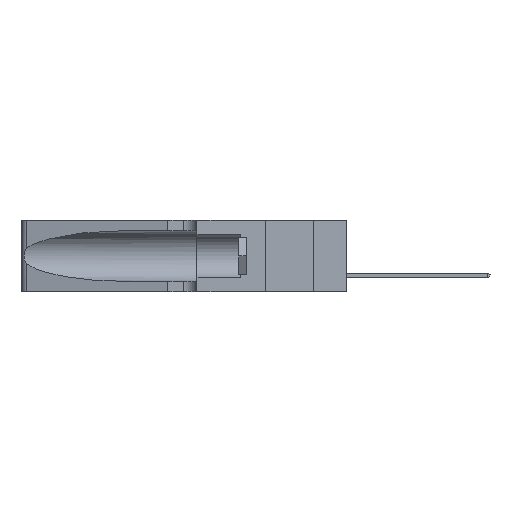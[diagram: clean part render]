
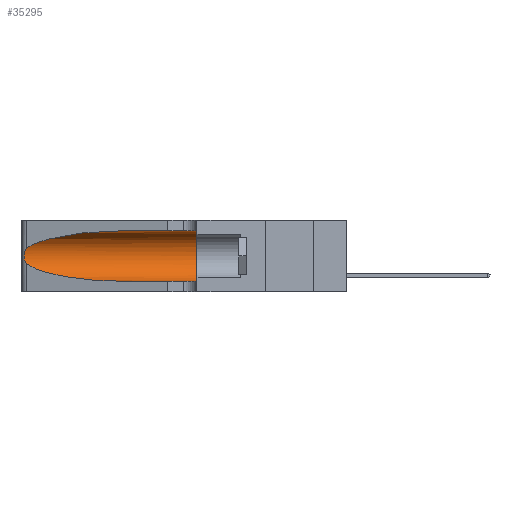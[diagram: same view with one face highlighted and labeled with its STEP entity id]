
A CAD part, left-side view. The second image highlights one B-rep face of the part: STEP entity #35295.
In plain terms, the highlighted cylindrical face has radius 3.308 mm (diameter 6.617 mm), a partial arc.
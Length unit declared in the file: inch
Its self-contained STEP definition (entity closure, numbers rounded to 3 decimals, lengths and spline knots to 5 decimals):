
#438 = EDGE_CURVE ( 'NONE', #1152, #8527, #14695, .T. ) ;
#978 = ORIENTED_EDGE ( 'NONE', *, *, #438, .T. ) ;
#1152 = VERTEX_POINT ( 'NONE', #2425 ) ;
#1225 = ORIENTED_EDGE ( 'NONE', *, *, #27834, .T. ) ;
#1869 = DIRECTION ( 'NONE',  ( 0., 0., 1. ) ) ;
#2155 = DIRECTION ( 'NONE',  ( 0., -1., 0. ) ) ;
#2425 = CARTESIAN_POINT ( 'NONE',  ( 0.25487, 1.22718, 0.22369 ) ) ;
#3130 = LINE ( 'NONE', #36759, #17638 ) ;
#3415 = CARTESIAN_POINT ( 'NONE',  ( 0.1305, 0.72297, 0.05475 ) ) ;
#3581 = ORIENTED_EDGE ( 'NONE', *, *, #15578, .T. ) ;
#4278 = CARTESIAN_POINT ( 'NONE',  ( 0.25787, 1.23484, 0.2124 ) ) ;
#4327 =( BOUNDED_CURVE ( )  B_SPLINE_CURVE ( 3, ( #36047, #14605, #39630, #43217 ),
 .UNSPECIFIED., .F., .F. ) 
 B_SPLINE_CURVE_WITH_KNOTS ( ( 4, 4 ),
 ( 3.44316, 4.71239 ),
 .UNSPECIFIED. ) 
 CURVE ( )  GEOMETRIC_REPRESENTATION_ITEM ( )  RATIONAL_B_SPLINE_CURVE ( ( 1., 0.87, 0.87, 1. ) ) 
 REPRESENTATION_ITEM ( '' )  );
#4565 = VERTEX_POINT ( 'NONE', #22431 ) ;
#6107 = LINE ( 'NONE', #28385, #9505 ) ;
#6591 = CARTESIAN_POINT ( 'NONE',  ( 0.2373, 1.15595, 0.28018 ) ) ;
#7483 = VERTEX_POINT ( 'NONE', #3415 ) ;
#8527 = VERTEX_POINT ( 'NONE', #46189 ) ;
#8781 = DIRECTION ( 'NONE',  ( 0., 1., 0. ) ) ;
#9505 = VECTOR ( 'NONE', #35313, 39.37008 ) ;
#10174 = DIRECTION ( 'NONE',  ( 0., 0., -1. ) ) ;
#11951 = CARTESIAN_POINT ( 'NONE',  ( 0.25856, 1.23593, 0.16098 ) ) ;
#13821 = CARTESIAN_POINT ( 'NONE',  ( 0.1305, 0.72297, 0.31525 ) ) ;
#13986 = FACE_OUTER_BOUND ( 'NONE', #14858, .T. ) ;
#14605 = CARTESIAN_POINT ( 'NONE',  ( 0.2373, 1.15595, 0.08982 ) ) ;
#14695 = B_SPLINE_CURVE_WITH_KNOTS ( 'NONE', 3,
 ( #36544, #40274, #18796, #4278, #26138, #15528, #43865, #40427, #29637, #11951, #22697, #22387, #25976, #26296 ),
 .UNSPECIFIED., .F., .F.,
 ( 4, 2, 2, 2, 2, 2, 4 ),
 ( 0., 0.00027, 0.00053, 0.00107, 0.0016, 0.00187, 0.00214 ),
 .UNSPECIFIED. ) ;
#14858 = EDGE_LOOP ( 'NONE', ( #41885, #978, #1225, #3581, #24286, #43856 ) ) ;
#15528 = CARTESIAN_POINT ( 'NONE',  ( 0.26018, 1.23835, 0.19895 ) ) ;
#15578 = EDGE_CURVE ( 'NONE', #7483, #19291, #6107, .T. ) ;
#15788 = EDGE_CURVE ( 'NONE', #4565, #19291, #43567, .T. ) ;
#17638 = VECTOR ( 'NONE', #2155, 39.37008 ) ;
#17971 = EDGE_CURVE ( 'NONE', #21976, #4565, #3130, .T. ) ;
#18796 = CARTESIAN_POINT ( 'NONE',  ( 0.25639, 1.23184, 0.21858 ) ) ;
#19291 = VERTEX_POINT ( 'NONE', #38003 ) ;
#19514 = CYLINDRICAL_SURFACE ( 'NONE', #19737, 0.13025 ) ;
#19553 = CARTESIAN_POINT ( 'NONE',  ( 0.1305, 0.35, 0.185 ) ) ;
#19737 = AXIS2_PLACEMENT_3D ( 'NONE', #42549, #31102, #10174 ) ;
#20946 = CARTESIAN_POINT ( 'NONE',  ( 0.1305, 0.72297, 0.31525 ) ) ;
#21976 = VERTEX_POINT ( 'NONE', #20946 ) ;
#22387 = CARTESIAN_POINT ( 'NONE',  ( 0.25639, 1.23186, 0.15144 ) ) ;
#22431 = CARTESIAN_POINT ( 'NONE',  ( 0.1305, 0.35, 0.31525 ) ) ;
#22697 = CARTESIAN_POINT ( 'NONE',  ( 0.25789, 1.23486, 0.15765 ) ) ;
#24286 = ORIENTED_EDGE ( 'NONE', *, *, #15788, .F. ) ;
#25976 = CARTESIAN_POINT ( 'NONE',  ( 0.25555, 1.22993, 0.14849 ) ) ;
#26138 = CARTESIAN_POINT ( 'NONE',  ( 0.25854, 1.2359, 0.20912 ) ) ;
#26296 = CARTESIAN_POINT ( 'NONE',  ( 0.25487, 1.22718, 0.14631 ) ) ;
#27834 = EDGE_CURVE ( 'NONE', #8527, #7483, #4327, .T. ) ;
#28385 = CARTESIAN_POINT ( 'NONE',  ( 0.1305, 1.61858, 0.05475 ) ) ;
#29637 = CARTESIAN_POINT ( 'NONE',  ( 0.26017, 1.23833, 0.17102 ) ) ;
#31102 = DIRECTION ( 'NONE',  ( 0., -1., 0. ) ) ;
#34170 =( BOUNDED_CURVE ( )  B_SPLINE_CURVE ( 3, ( #13821, #41968, #6591, #42267 ),
 .UNSPECIFIED., .F., .T. ) 
 B_SPLINE_CURVE_WITH_KNOTS ( ( 4, 4 ),
 ( 1.5708, 2.84003 ),
 .UNSPECIFIED. ) 
 CURVE ( )  GEOMETRIC_REPRESENTATION_ITEM ( )  RATIONAL_B_SPLINE_CURVE ( ( 1., 0.87, 0.87, 1. ) ) 
 REPRESENTATION_ITEM ( '' )  );
#34298 = EDGE_CURVE ( 'NONE', #21976, #1152, #34170, .T. ) ;
#35295 = ADVANCED_FACE ( 'NONE', ( #13986 ), #19514, .F. ) ;
#35313 = DIRECTION ( 'NONE',  ( 0., -1., 0. ) ) ;
#36047 = CARTESIAN_POINT ( 'NONE',  ( 0.25487, 1.22718, 0.14631 ) ) ;
#36544 = CARTESIAN_POINT ( 'NONE',  ( 0.25487, 1.22718, 0.22369 ) ) ;
#36759 = CARTESIAN_POINT ( 'NONE',  ( 0.1305, 1.61858, 0.31525 ) ) ;
#38003 = CARTESIAN_POINT ( 'NONE',  ( 0.1305, 0.35, 0.05475 ) ) ;
#39630 = CARTESIAN_POINT ( 'NONE',  ( 0.18966, 0.96281, 0.05475 ) ) ;
#40274 = CARTESIAN_POINT ( 'NONE',  ( 0.25555, 1.22994, 0.2215 ) ) ;
#40427 = CARTESIAN_POINT ( 'NONE',  ( 0.26075, 1.23896, 0.178 ) ) ;
#41885 = ORIENTED_EDGE ( 'NONE', *, *, #34298, .T. ) ;
#41968 = CARTESIAN_POINT ( 'NONE',  ( 0.18966, 0.96281, 0.31525 ) ) ;
#42267 = CARTESIAN_POINT ( 'NONE',  ( 0.25487, 1.22718, 0.22369 ) ) ;
#42549 = CARTESIAN_POINT ( 'NONE',  ( 0.1305, 1.61858, 0.185 ) ) ;
#43217 = CARTESIAN_POINT ( 'NONE',  ( 0.1305, 0.72297, 0.05475 ) ) ;
#43567 = CIRCLE ( 'NONE', #45022, 0.13025 ) ;
#43856 = ORIENTED_EDGE ( 'NONE', *, *, #17971, .F. ) ;
#43865 = CARTESIAN_POINT ( 'NONE',  ( 0.26075, 1.23896, 0.19203 ) ) ;
#45022 = AXIS2_PLACEMENT_3D ( 'NONE', #19553, #8781, #1869 ) ;
#46189 = CARTESIAN_POINT ( 'NONE',  ( 0.25487, 1.22718, 0.14631 ) ) ;
